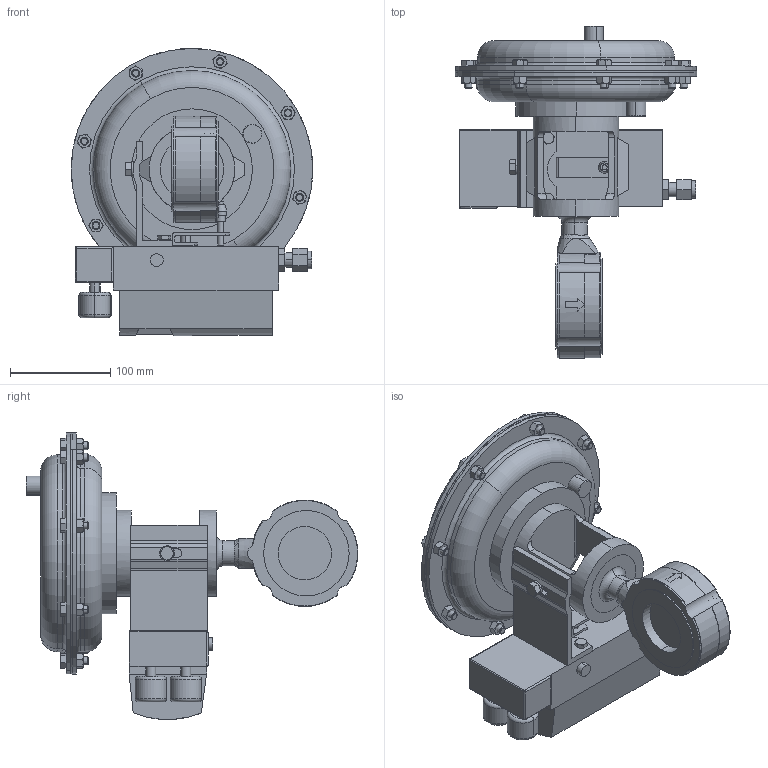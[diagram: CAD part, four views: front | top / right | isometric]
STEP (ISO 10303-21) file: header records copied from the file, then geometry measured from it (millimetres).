
FILE_DESCRIPTION (( 'STEP AP203' ), '1' );
FILE_NAME ('75SP-200-CS+S6-I3-35M-16IQ.step', '2017-10-27T12:44:45', ( '' ), ( '' ), 'SwSTEP 2.0', 'SolidWorks 2014', '' );
FILE_SCHEMA (( 'CONFIG_CONTROL_DESIGN' ));
Length unit declared in the file: inch
Products named in the file (1): 75SP-200-CS+S6-I3-35M-16IQ
Bounding box: 241.29 x 331.41 x 286.73 mm (x, y, z)
Volume: 4595687.7 mm3; surface area: 574281.6 mm2
Topology: 33 solids, 33 shells, 796 faces, 1830 edges, 1143 vertices
Faces by surface type: plane 373, cone 192, cylinder 152, bspline 52, torus 25, sphere 2
Entity records: 29252 total; most frequent: CARTESIAN_POINT 11941, ORIENTED_EDGE 3652, DIRECTION 3373, EDGE_CURVE 1826, AXIS2_PLACEMENT_3D 1297, VERTEX_POINT 1143, EDGE_LOOP 847, ADVANCED_FACE 796
